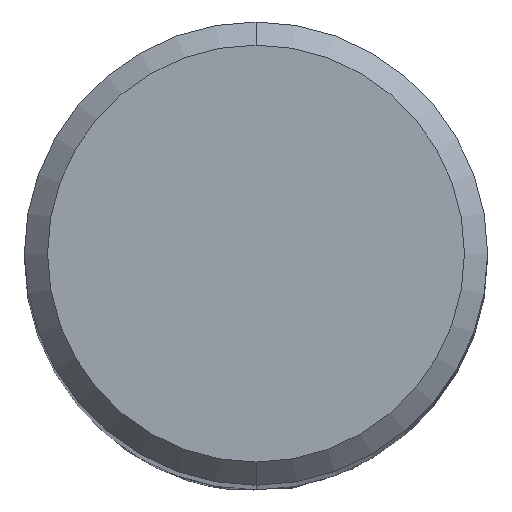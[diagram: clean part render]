
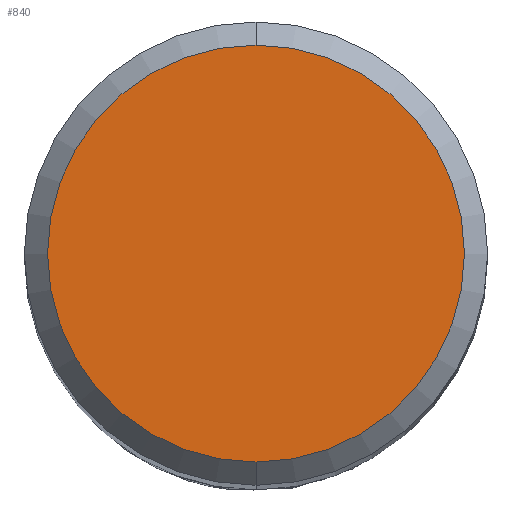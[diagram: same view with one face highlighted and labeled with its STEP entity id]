
A CAD part, top view. The second image highlights one B-rep face of the part: STEP entity #840.
In plain terms, the highlighted planar face has unit normal (0, 0, 1).
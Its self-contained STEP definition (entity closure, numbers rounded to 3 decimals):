
#392=EDGE_CURVE('',#820,#504,#1029,.T.);
#504=VERTEX_POINT('',#1154);
#630=EDGE_CURVE('',#504,#820,#1291,.T.);
#820=VERTEX_POINT('',#1500);
#840=ADVANCED_FACE('',(#1523),#1524,.T.);
#1029=CIRCLE('',#1926,3.6);
#1154=CARTESIAN_POINT('',(0.0,3.6,0.0));
#1291=CIRCLE('',#6560,3.6);
#1500=CARTESIAN_POINT('',(0.,-3.6,0.0));
#1523=FACE_OUTER_BOUND('',#9263,.T.);
#1524=PLANE('',#9264);
#1926=AXIS2_PLACEMENT_3D('',#9703,#9704,#9705);
#6560=AXIS2_PLACEMENT_3D('',#10014,#10015,#10016);
#9263=EDGE_LOOP('',(#10273,#10274));
#9264=AXIS2_PLACEMENT_3D('',#10275,#10276,#10277);
#9703=CARTESIAN_POINT('',(0.0,0.0,0.0));
#9704=DIRECTION('',(0.0,0.0,-1.0));
#9705=DIRECTION('',(0.0,1.0,0.0));
#10014=CARTESIAN_POINT('',(0.0,0.0,0.0));
#10015=DIRECTION('',(0.0,0.0,-1.0));
#10016=DIRECTION('',(0.0,1.0,0.0));
#10273=ORIENTED_EDGE('',*,*,#630,.F.);
#10274=ORIENTED_EDGE('',*,*,#392,.F.);
#10275=CARTESIAN_POINT('',(0.0,1.8,0.0));
#10276=DIRECTION('',(-0.0,0.0,1.0));
#10277=DIRECTION('',(0.0,-1.0,0.0));
